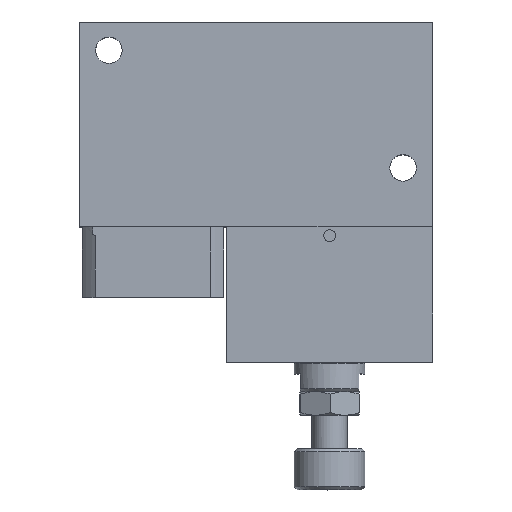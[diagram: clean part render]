
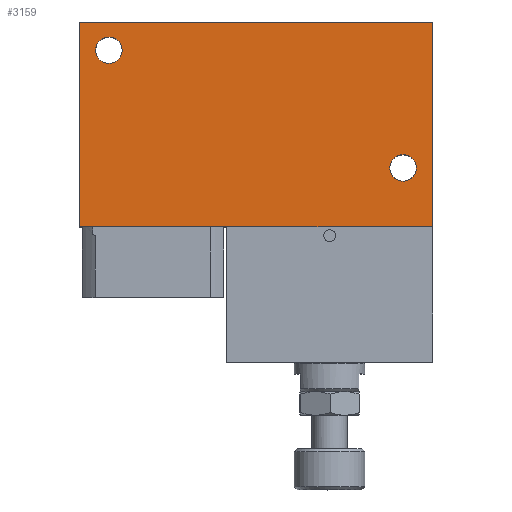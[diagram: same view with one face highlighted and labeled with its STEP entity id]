
A CAD part, top view. The second image highlights one B-rep face of the part: STEP entity #3159.
In plain terms, the highlighted planar face has unit normal (0, 0, 1).
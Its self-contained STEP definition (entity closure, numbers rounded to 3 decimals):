
#88=FACE_BOUND('',#532,.T.);
#89=FACE_BOUND('',#533,.T.);
#151=PLANE('',#3445);
#333=FACE_OUTER_BOUND('',#531,.T.);
#531=EDGE_LOOP('',(#2308,#2309,#2310,#2311,#2312));
#532=EDGE_LOOP('',(#2313));
#533=EDGE_LOOP('',(#2314));
#744=CIRCLE('',#3446,2.25);
#745=CIRCLE('',#3447,2.25);
#900=LINE('',#5006,#1090);
#911=LINE('',#5069,#1101);
#922=LINE('',#5134,#1112);
#923=LINE('',#5136,#1113);
#924=LINE('',#5137,#1114);
#1090=VECTOR('',#3892,10.);
#1101=VECTOR('',#3957,10.);
#1112=VECTOR('',#4036,10.);
#1113=VECTOR('',#4037,10.);
#1114=VECTOR('',#4038,10.);
#1310=VERTEX_POINT('',#5002);
#1312=VERTEX_POINT('',#5005);
#1336=VERTEX_POINT('',#5066);
#1337=VERTEX_POINT('',#5068);
#1358=VERTEX_POINT('',#5135);
#1359=VERTEX_POINT('',#5138);
#1360=VERTEX_POINT('',#5140);
#1651=EDGE_CURVE('',#1312,#1310,#900,.T.);
#1681=EDGE_CURVE('',#1337,#1336,#911,.T.);
#1712=EDGE_CURVE('',#1336,#1312,#922,.T.);
#1713=EDGE_CURVE('',#1310,#1358,#923,.T.);
#1714=EDGE_CURVE('',#1358,#1337,#924,.T.);
#1715=EDGE_CURVE('',#1359,#1359,#744,.T.);
#1716=EDGE_CURVE('',#1360,#1360,#745,.T.);
#2308=ORIENTED_EDGE('',*,*,#1712,.T.);
#2309=ORIENTED_EDGE('',*,*,#1651,.T.);
#2310=ORIENTED_EDGE('',*,*,#1713,.T.);
#2311=ORIENTED_EDGE('',*,*,#1714,.T.);
#2312=ORIENTED_EDGE('',*,*,#1681,.T.);
#2313=ORIENTED_EDGE('',*,*,#1715,.T.);
#2314=ORIENTED_EDGE('',*,*,#1716,.T.);
#3159=ADVANCED_FACE('',(#333,#88,#89),#151,.T.);
#3445=AXIS2_PLACEMENT_3D('',#5133,#4034,#4035);
#3446=AXIS2_PLACEMENT_3D('',#5139,#4039,#4040);
#3447=AXIS2_PLACEMENT_3D('',#5141,#4041,#4042);
#3892=DIRECTION('',(0.,-1.,0.));
#3957=DIRECTION('',(0.,1.,0.));
#4034=DIRECTION('center_axis',(0.,0.,1.));
#4035=DIRECTION('ref_axis',(1.,0.,0.));
#4036=DIRECTION('',(-1.,0.,0.));
#4037=DIRECTION('',(1.,0.,0.));
#4038=DIRECTION('',(1.,0.,0.));
#4039=DIRECTION('center_axis',(0.,0.,-1.));
#4040=DIRECTION('ref_axis',(-1.,0.,0.));
#4041=DIRECTION('center_axis',(0.,0.,-1.));
#4042=DIRECTION('ref_axis',(-1.,0.,0.));
#5002=CARTESIAN_POINT('',(-30.,-17.4,12.5));
#5005=CARTESIAN_POINT('',(-30.,17.4,12.5));
#5006=CARTESIAN_POINT('',(-30.,-17.4,12.5));
#5066=CARTESIAN_POINT('',(30.,17.4,12.5));
#5068=CARTESIAN_POINT('',(30.,-17.4,12.5));
#5069=CARTESIAN_POINT('',(30.,17.4,12.5));
#5133=CARTESIAN_POINT('Origin',(0.,0.,
12.5));
#5134=CARTESIAN_POINT('',(-30.,17.4,12.5));
#5135=CARTESIAN_POINT('',(-5.,-17.4,12.5));
#5136=CARTESIAN_POINT('',(30.,-17.4,12.5));
#5137=CARTESIAN_POINT('',(30.,-17.4,12.5));
#5138=CARTESIAN_POINT('',(-22.75,12.6,12.5));
#5139=CARTESIAN_POINT('Origin',(-25.,12.6,12.5));
#5140=CARTESIAN_POINT('',(27.25,-7.4,12.5));
#5141=CARTESIAN_POINT('Origin',(25.,-7.4,12.5));
